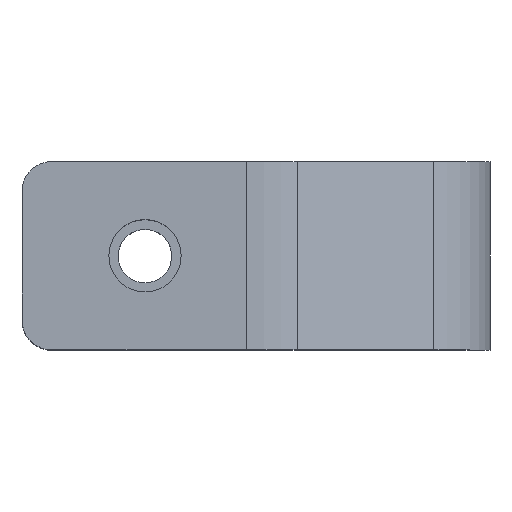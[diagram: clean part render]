
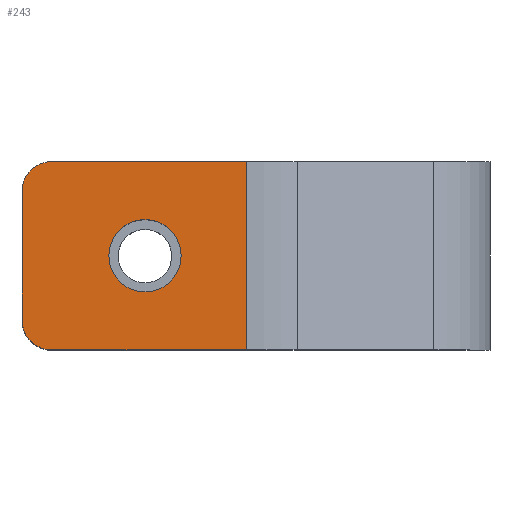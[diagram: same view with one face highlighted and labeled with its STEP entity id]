
A CAD part, top view. The second image highlights one B-rep face of the part: STEP entity #243.
In plain terms, the highlighted planar face has unit normal (0, 0, 1).
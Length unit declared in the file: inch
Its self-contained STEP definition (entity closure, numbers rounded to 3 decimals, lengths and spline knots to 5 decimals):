
#17 = VECTOR ( 'NONE', #995, 39.37008 ) ;
#40 = CARTESIAN_POINT ( 'NONE',  ( 0., 0., 0.3125 ) ) ;
#60 = DIRECTION ( 'NONE',  ( 0., 0., 1. ) ) ;
#66 = DIRECTION ( 'NONE',  ( 0., 0., 1. ) ) ;
#74 = VECTOR ( 'NONE', #844, 39.37008 ) ;
#94 = ORIENTED_EDGE ( 'NONE', *, *, #458, .F. ) ;
#103 = EDGE_CURVE ( 'NONE', #736, #681, #142, .T. ) ;
#113 = CARTESIAN_POINT ( 'NONE',  ( -0.072, 0., 0.3125 ) ) ;
#118 = AXIS2_PLACEMENT_3D ( 'NONE', #40, #66, #664 ) ;
#142 = LINE ( 'NONE', #644, #74 ) ;
#144 = DIRECTION ( 'NONE',  ( 1., 0., 0. ) ) ;
#149 = CIRCLE ( 'NONE', #457, 0.05906 ) ;
#218 = AXIS2_PLACEMENT_3D ( 'NONE', #277, #467, #815 ) ;
#220 = CARTESIAN_POINT ( 'NONE',  ( -0.245, 0.12844, 0.3125 ) ) ;
#231 = DIRECTION ( 'NONE',  ( -1., 0., 0. ) ) ;
#243 = ADVANCED_FACE ( 'NONE', ( #950, #588 ), #581, .F. ) ;
#255 = AXIS2_PLACEMENT_3D ( 'NONE', #723, #718, #448 ) ;
#258 = EDGE_CURVE ( 'NONE', #681, #334, #149, .T. ) ;
#272 = LINE ( 'NONE', #891, #17 ) ;
#275 = CARTESIAN_POINT ( 'NONE',  ( 0.072, 0., 0.3125 ) ) ;
#277 = CARTESIAN_POINT ( 'NONE',  ( 0., 0., 0.3125 ) ) ;
#278 = CARTESIAN_POINT ( 'NONE',  ( 0.20248, 0.1875, 0.3125 ) ) ;
#284 = CARTESIAN_POINT ( 'NONE',  ( 0.20248, 0.1875, 0.3125 ) ) ;
#304 = EDGE_LOOP ( 'NONE', ( #418, #959, #762, #744, #553, #661 ) ) ;
#334 = VERTEX_POINT ( 'NONE', #757 ) ;
#404 = DIRECTION ( 'NONE',  ( 0., 0., -1. ) ) ;
#418 = ORIENTED_EDGE ( 'NONE', *, *, #492, .T. ) ;
#419 = VERTEX_POINT ( 'NONE', #284 ) ;
#448 = DIRECTION ( 'NONE',  ( -1., 0., 0. ) ) ;
#456 = CIRCLE ( 'NONE', #218, 0.072 ) ;
#457 = AXIS2_PLACEMENT_3D ( 'NONE', #872, #60, #783 ) ;
#458 = EDGE_CURVE ( 'NONE', #962, #613, #1000, .T. ) ;
#467 = DIRECTION ( 'NONE',  ( 0., 0., 1. ) ) ;
#492 = EDGE_CURVE ( 'NONE', #334, #887, #683, .T. ) ;
#498 = ORIENTED_EDGE ( 'NONE', *, *, #1005, .F. ) ;
#553 = ORIENTED_EDGE ( 'NONE', *, *, #103, .T. ) ;
#581 = PLANE ( 'NONE',  #953 ) ;
#585 = LINE ( 'NONE', #278, #694 ) ;
#588 = FACE_OUTER_BOUND ( 'NONE', #304, .T. ) ;
#612 = CARTESIAN_POINT ( 'NONE',  ( -0.245, -0.12844, 0.3125 ) ) ;
#613 = VERTEX_POINT ( 'NONE', #275 ) ;
#634 = DIRECTION ( 'NONE',  ( 0., 1., 0. ) ) ;
#644 = CARTESIAN_POINT ( 'NONE',  ( -0.245, 0.1875, 0.3125 ) ) ;
#661 = ORIENTED_EDGE ( 'NONE', *, *, #258, .T. ) ;
#664 = DIRECTION ( 'NONE',  ( 1., 0., 0. ) ) ;
#673 = CARTESIAN_POINT ( 'NONE',  ( 0.20248, -0.1875, 0.3125 ) ) ;
#681 = VERTEX_POINT ( 'NONE', #612 ) ;
#683 = LINE ( 'NONE', #1024, #910 ) ;
#694 = VECTOR ( 'NONE', #634, 39.37008 ) ;
#718 = DIRECTION ( 'NONE',  ( 0., 0., 1. ) ) ;
#723 = CARTESIAN_POINT ( 'NONE',  ( -0.18594, 0.12844, 0.3125 ) ) ;
#736 = VERTEX_POINT ( 'NONE', #220 ) ;
#744 = ORIENTED_EDGE ( 'NONE', *, *, #955, .T. ) ;
#757 = CARTESIAN_POINT ( 'NONE',  ( -0.18594, -0.1875, 0.3125 ) ) ;
#762 = ORIENTED_EDGE ( 'NONE', *, *, #942, .F. ) ;
#783 = DIRECTION ( 'NONE',  ( -1., 0., 0. ) ) ;
#815 = DIRECTION ( 'NONE',  ( 1., 0., 0. ) ) ;
#844 = DIRECTION ( 'NONE',  ( 0., -1., 0. ) ) ;
#866 = CARTESIAN_POINT ( 'NONE',  ( 0., 0.1875, 0.3125 ) ) ;
#868 = CIRCLE ( 'NONE', #255, 0.05906 ) ;
#872 = CARTESIAN_POINT ( 'NONE',  ( -0.18594, -0.12844, 0.3125 ) ) ;
#887 = VERTEX_POINT ( 'NONE', #673 ) ;
#890 = EDGE_CURVE ( 'NONE', #887, #419, #585, .T. ) ;
#891 = CARTESIAN_POINT ( 'NONE',  ( 0., 0.1875, 0.3125 ) ) ;
#910 = VECTOR ( 'NONE', #144, 39.37008 ) ;
#942 = EDGE_CURVE ( 'NONE', #1043, #419, #272, .T. ) ;
#950 = FACE_BOUND ( 'NONE', #1031, .T. ) ;
#953 = AXIS2_PLACEMENT_3D ( 'NONE', #866, #404, #231 ) ;
#955 = EDGE_CURVE ( 'NONE', #1043, #736, #868, .T. ) ;
#959 = ORIENTED_EDGE ( 'NONE', *, *, #890, .T. ) ;
#962 = VERTEX_POINT ( 'NONE', #113 ) ;
#993 = CARTESIAN_POINT ( 'NONE',  ( -0.18594, 0.1875, 0.3125 ) ) ;
#995 = DIRECTION ( 'NONE',  ( 1., 0., 0. ) ) ;
#1000 = CIRCLE ( 'NONE', #118, 0.072 ) ;
#1005 = EDGE_CURVE ( 'NONE', #613, #962, #456, .T. ) ;
#1024 = CARTESIAN_POINT ( 'NONE',  ( 0., -0.1875, 0.3125 ) ) ;
#1031 = EDGE_LOOP ( 'NONE', ( #498, #94 ) ) ;
#1043 = VERTEX_POINT ( 'NONE', #993 ) ;
